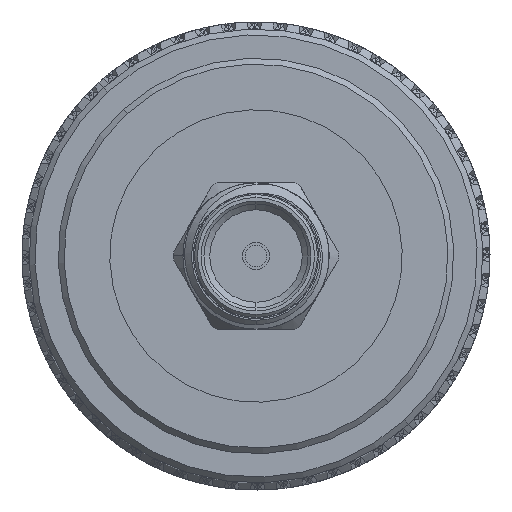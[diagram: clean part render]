
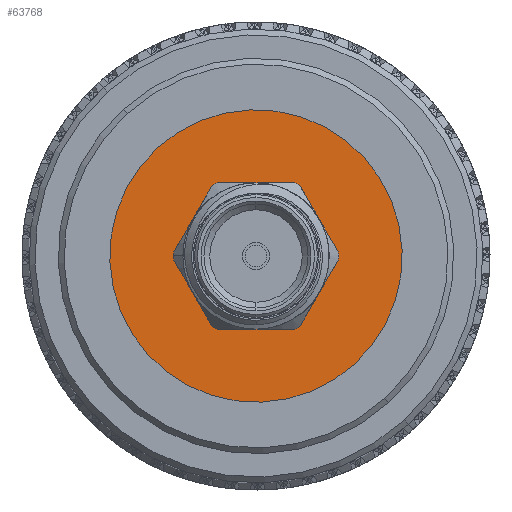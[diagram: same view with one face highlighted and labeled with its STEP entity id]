
A CAD part, left-side view. The second image highlights one B-rep face of the part: STEP entity #63768.
In plain terms, the highlighted face is planar.
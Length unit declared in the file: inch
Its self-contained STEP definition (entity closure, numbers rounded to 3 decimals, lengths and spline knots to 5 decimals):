
#583 = EDGE_CURVE ( 'NONE', #93635, #50732, #44074, .T. ) ;
#868 = FACE_OUTER_BOUND ( 'NONE', #27930, .T. ) ;
#4504 = VERTEX_POINT ( 'NONE', #77126 ) ;
#6001 = AXIS2_PLACEMENT_3D ( 'NONE', #77790, #24560, #39183 ) ;
#7144 = CARTESIAN_POINT ( 'NONE',  ( 0.78, -0.1, 0. ) ) ;
#7992 = ORIENTED_EDGE ( 'NONE', *, *, #583, .F. ) ;
#8621 = CARTESIAN_POINT ( 'NONE',  ( 0.78, 0., 0. ) ) ;
#9655 = EDGE_CURVE ( 'NONE', #21874, #4504, #69604, .T. ) ;
#12832 = DIRECTION ( 'NONE',  ( 0., 1., 0. ) ) ;
#15922 = CARTESIAN_POINT ( 'NONE',  ( 0.78, 0.25, 0. ) ) ;
#16568 = DIRECTION ( 'NONE',  ( 0., 1., 0. ) ) ;
#18159 = CIRCLE ( 'NONE', #27841, 0.25 ) ;
#21874 = VERTEX_POINT ( 'NONE', #15922 ) ;
#24560 = DIRECTION ( 'NONE',  ( 1., 0., 0. ) ) ;
#24966 = ORIENTED_EDGE ( 'NONE', *, *, #89752, .T. ) ;
#26335 = AXIS2_PLACEMENT_3D ( 'NONE', #8621, #76686, #16568 ) ;
#27841 = AXIS2_PLACEMENT_3D ( 'NONE', #35703, #84299, #59171 ) ;
#27930 = EDGE_LOOP ( 'NONE', ( #82335, #24966 ) ) ;
#35703 = CARTESIAN_POINT ( 'NONE',  ( 0.78, 0., 0. ) ) ;
#36168 = EDGE_CURVE ( 'NONE', #50732, #93635, #45332, .T. ) ;
#36207 = AXIS2_PLACEMENT_3D ( 'NONE', #50651, #87558, #42375 ) ;
#39183 = DIRECTION ( 'NONE',  ( 0., 1., 0. ) ) ;
#42109 = EDGE_LOOP ( 'NONE', ( #7992, #44720 ) ) ;
#42303 = CARTESIAN_POINT ( 'NONE',  ( 0.78, 0.25, 0. ) ) ;
#42375 = DIRECTION ( 'NONE',  ( 0., 1., 0. ) ) ;
#44074 = CIRCLE ( 'NONE', #26335, 0.1 ) ;
#44720 = ORIENTED_EDGE ( 'NONE', *, *, #36168, .F. ) ;
#45332 = CIRCLE ( 'NONE', #6001, 0.1 ) ;
#50651 = CARTESIAN_POINT ( 'NONE',  ( 0.78, 0., 0. ) ) ;
#50732 = VERTEX_POINT ( 'NONE', #7144 ) ;
#59171 = DIRECTION ( 'NONE',  ( 0., 1., 0. ) ) ;
#62679 = FACE_BOUND ( 'NONE', #42109, .T. ) ;
#63768 = ADVANCED_FACE ( 'NONE', ( #868, #62679 ), #87808, .T. ) ;
#65672 = AXIS2_PLACEMENT_3D ( 'NONE', #42303, #73575, #12832 ) ;
#69604 = CIRCLE ( 'NONE', #36207, 0.25 ) ;
#73575 = DIRECTION ( 'NONE',  ( 1., 0., 0. ) ) ;
#76686 = DIRECTION ( 'NONE',  ( 1., 0., 0. ) ) ;
#77126 = CARTESIAN_POINT ( 'NONE',  ( 0.78, -0.25, 0. ) ) ;
#77790 = CARTESIAN_POINT ( 'NONE',  ( 0.78, 0., 0. ) ) ;
#82335 = ORIENTED_EDGE ( 'NONE', *, *, #9655, .T. ) ;
#84299 = DIRECTION ( 'NONE',  ( 1., 0., 0. ) ) ;
#87558 = DIRECTION ( 'NONE',  ( 1., 0., 0. ) ) ;
#87808 = PLANE ( 'NONE',  #65672 ) ;
#89752 = EDGE_CURVE ( 'NONE', #4504, #21874, #18159, .T. ) ;
#93635 = VERTEX_POINT ( 'NONE', #96946 ) ;
#96946 = CARTESIAN_POINT ( 'NONE',  ( 0.78, 0.1, 0. ) ) ;
